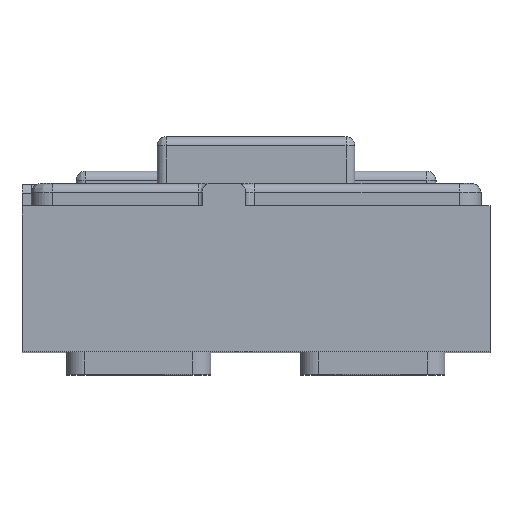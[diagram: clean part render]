
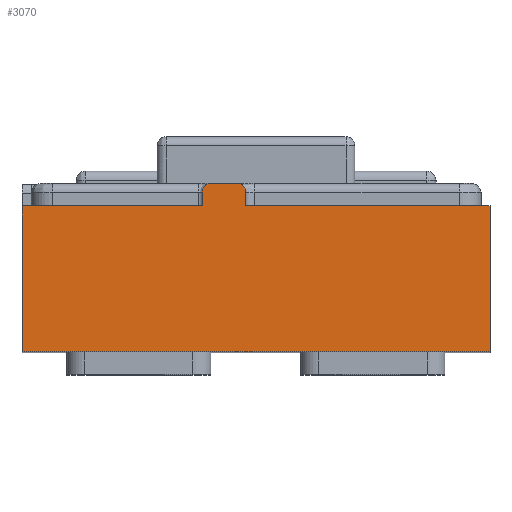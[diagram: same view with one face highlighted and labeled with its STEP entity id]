
A CAD part, top view. The second image highlights one B-rep face of the part: STEP entity #3070.
In plain terms, the highlighted planar face has unit normal (0, 0, 1).
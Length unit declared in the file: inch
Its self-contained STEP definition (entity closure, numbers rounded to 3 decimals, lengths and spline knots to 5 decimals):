
#177 = DIRECTION ( 'NONE',  ( -1., 0., 0. ) ) ;
#188 = ORIENTED_EDGE ( 'NONE', *, *, #1573, .F. ) ;
#250 = CARTESIAN_POINT ( 'NONE',  ( -0.02393, -0.01107, 0.02015 ) ) ;
#288 = CARTESIAN_POINT ( 'NONE',  ( 0.00052, 0.00389, 0.02015 ) ) ;
#400 = VECTOR ( 'NONE', #2526, 39.37008 ) ;
#445 = DIRECTION ( 'NONE',  ( 1., 0., 0. ) ) ;
#470 = VECTOR ( 'NONE', #445, 39.37008 ) ;
#505 = EDGE_CURVE ( 'NONE', #516, #2726, #2874, .T. ) ;
#514 = LINE ( 'NONE', #3825, #470 ) ;
#516 = VERTEX_POINT ( 'NONE', #1569 ) ;
#520 = ORIENTED_EDGE ( 'NONE', *, *, #2891, .F. ) ;
#547 = AXIS2_PLACEMENT_3D ( 'NONE', #3081, #2092, #177 ) ;
#578 = ORIENTED_EDGE ( 'NONE', *, *, #2662, .F. ) ;
#674 = AXIS2_PLACEMENT_3D ( 'NONE', #2384, #3360, #1955 ) ;
#696 = CARTESIAN_POINT ( 'NONE',  ( 0., 0.00487, 0.02015 ) ) ;
#703 = VERTEX_POINT ( 'NONE', #1434 ) ;
#798 = CARTESIAN_POINT ( 'NONE',  ( 0.02725, -0.01107, 0.02015 ) ) ;
#915 = CARTESIAN_POINT ( 'NONE',  ( -0.00046, 0.00733, 0.02015 ) ) ;
#981 = DIRECTION ( 'NONE',  ( 0., 0., -1. ) ) ;
#1043 = VERTEX_POINT ( 'NONE', #3143 ) ;
#1293 = EDGE_CURVE ( 'NONE', #3757, #3448, #4146, .T. ) ;
#1313 = VERTEX_POINT ( 'NONE', #1713 ) ;
#1379 = AXIS2_PLACEMENT_3D ( 'NONE', #3260, #981, #3568 ) ;
#1434 = CARTESIAN_POINT ( 'NONE',  ( 0.00052, 0.00635, 0.02015 ) ) ;
#1531 = VERTEX_POINT ( 'NONE', #915 ) ;
#1569 = CARTESIAN_POINT ( 'NONE',  ( 0.02725, 0.00487, 0.02015 ) ) ;
#1573 = EDGE_CURVE ( 'NONE', #1313, #3757, #2249, .T. ) ;
#1629 = VECTOR ( 'NONE', #4212, 39.37008 ) ;
#1713 = CARTESIAN_POINT ( 'NONE',  ( -0.0042, 0.00487, 0.02015 ) ) ;
#1727 = EDGE_CURVE ( 'NONE', #2972, #516, #3973, .T. ) ;
#1826 = LINE ( 'NONE', #4286, #2695 ) ;
#1866 = ORIENTED_EDGE ( 'NONE', *, *, #3208, .F. ) ;
#1893 = LINE ( 'NONE', #288, #3884 ) ;
#1955 = DIRECTION ( 'NONE',  ( -1., 0., 0. ) ) ;
#2010 = DIRECTION ( 'NONE',  ( 1., 0., 0. ) ) ;
#2080 = CIRCLE ( 'NONE', #1379, 0.00098 ) ;
#2092 = DIRECTION ( 'NONE',  ( 0., 0., -1. ) ) ;
#2113 = PLANE ( 'NONE',  #547 ) ;
#2249 = LINE ( 'NONE', #4176, #3090 ) ;
#2272 = ORIENTED_EDGE ( 'NONE', *, *, #505, .F. ) ;
#2384 = CARTESIAN_POINT ( 'NONE',  ( -0.00322, 0.00635, 0.02015 ) ) ;
#2526 = DIRECTION ( 'NONE',  ( -1., 0., 0. ) ) ;
#2549 = VECTOR ( 'NONE', #3401, 39.37008 ) ;
#2557 = DIRECTION ( 'NONE',  ( 0., 1., 0. ) ) ;
#2590 = EDGE_CURVE ( 'NONE', #3448, #1531, #3045, .T. ) ;
#2662 = EDGE_CURVE ( 'NONE', #3379, #1313, #514, .T. ) ;
#2695 = VECTOR ( 'NONE', #3293, 39.37008 ) ;
#2726 = VERTEX_POINT ( 'NONE', #798 ) ;
#2874 = LINE ( 'NONE', #3265, #1629 ) ;
#2891 = EDGE_CURVE ( 'NONE', #2726, #1043, #3552, .T. ) ;
#2972 = VERTEX_POINT ( 'NONE', #4298 ) ;
#3045 = LINE ( 'NONE', #4057, #2549 ) ;
#3066 = ORIENTED_EDGE ( 'NONE', *, *, #1293, .F. ) ;
#3070 = ADVANCED_FACE ( 'NONE', ( #3839 ), #2113, .F. ) ;
#3078 = ORIENTED_EDGE ( 'NONE', *, *, #3454, .F. ) ;
#3081 = CARTESIAN_POINT ( 'NONE',  ( -0.02393, 0.00389, 0.02015 ) ) ;
#3090 = VECTOR ( 'NONE', #2557, 39.37008 ) ;
#3143 = CARTESIAN_POINT ( 'NONE',  ( -0.02393, -0.01107, 0.02015 ) ) ;
#3163 = VECTOR ( 'NONE', #2010, 39.37008 ) ;
#3208 = EDGE_CURVE ( 'NONE', #703, #2972, #1893, .T. ) ;
#3210 = DIRECTION ( 'NONE',  ( 0., -1., 0. ) ) ;
#3260 = CARTESIAN_POINT ( 'NONE',  ( -0.00046, 0.00635, 0.02015 ) ) ;
#3265 = CARTESIAN_POINT ( 'NONE',  ( 0.02725, 0.00389, 0.02015 ) ) ;
#3293 = DIRECTION ( 'NONE',  ( 0., 1., 0. ) ) ;
#3360 = DIRECTION ( 'NONE',  ( 0., 0., -1. ) ) ;
#3379 = VERTEX_POINT ( 'NONE', #4133 ) ;
#3401 = DIRECTION ( 'NONE',  ( 1., 0., 0. ) ) ;
#3448 = VERTEX_POINT ( 'NONE', #3479 ) ;
#3454 = EDGE_CURVE ( 'NONE', #1043, #3379, #1826, .T. ) ;
#3479 = CARTESIAN_POINT ( 'NONE',  ( -0.00322, 0.00733, 0.02015 ) ) ;
#3495 = CARTESIAN_POINT ( 'NONE',  ( -0.0042, 0.00635, 0.02015 ) ) ;
#3552 = LINE ( 'NONE', #250, #400 ) ;
#3568 = DIRECTION ( 'NONE',  ( 1., 0., 0. ) ) ;
#3699 = ORIENTED_EDGE ( 'NONE', *, *, #1727, .F. ) ;
#3757 = VERTEX_POINT ( 'NONE', #3495 ) ;
#3825 = CARTESIAN_POINT ( 'NONE',  ( -0.02393, 0.00487, 0.02015 ) ) ;
#3839 = FACE_OUTER_BOUND ( 'NONE', #4121, .T. ) ;
#3884 = VECTOR ( 'NONE', #3210, 39.37008 ) ;
#3973 = LINE ( 'NONE', #696, #3163 ) ;
#4030 = ORIENTED_EDGE ( 'NONE', *, *, #2590, .F. ) ;
#4057 = CARTESIAN_POINT ( 'NONE',  ( -0.02393, 0.00733, 0.02015 ) ) ;
#4121 = EDGE_LOOP ( 'NONE', ( #3699, #1866, #4302, #4030, #3066, #188, #578, #3078, #520, #2272 ) ) ;
#4133 = CARTESIAN_POINT ( 'NONE',  ( -0.02393, 0.00487, 0.02015 ) ) ;
#4146 = CIRCLE ( 'NONE', #674, 0.00098 ) ;
#4176 = CARTESIAN_POINT ( 'NONE',  ( -0.0042, 0.00389, 0.02015 ) ) ;
#4212 = DIRECTION ( 'NONE',  ( 0., -1., 0. ) ) ;
#4253 = EDGE_CURVE ( 'NONE', #1531, #703, #2080, .T. ) ;
#4286 = CARTESIAN_POINT ( 'NONE',  ( -0.02393, 0.00389, 0.02015 ) ) ;
#4298 = CARTESIAN_POINT ( 'NONE',  ( 0.00052, 0.00487, 0.02015 ) ) ;
#4302 = ORIENTED_EDGE ( 'NONE', *, *, #4253, .F. ) ;
